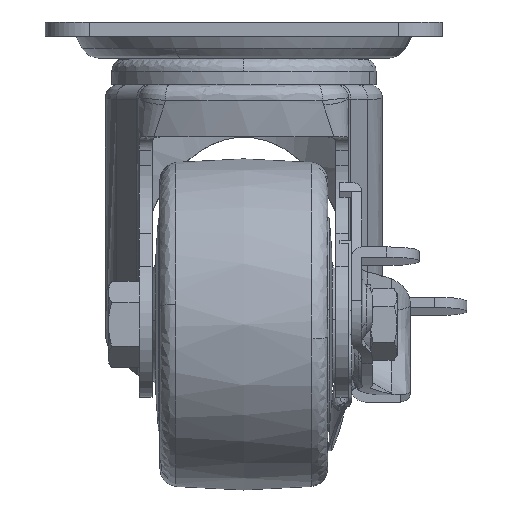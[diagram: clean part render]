
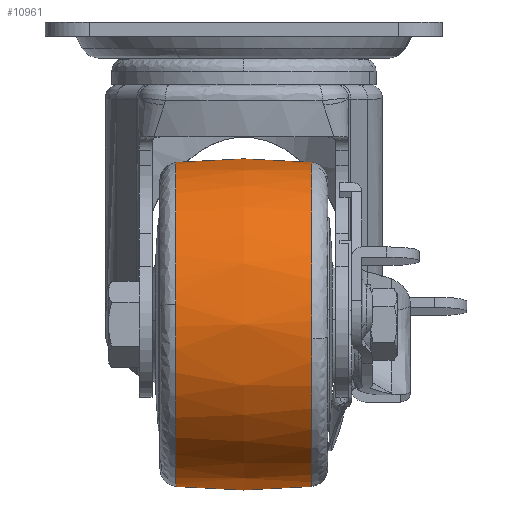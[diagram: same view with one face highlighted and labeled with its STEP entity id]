
A CAD part, left-side view. The second image highlights one B-rep face of the part: STEP entity #10961.
In plain terms, the highlighted free-form (B-spline) face has degree [2, 2] with [3, 5] control points.
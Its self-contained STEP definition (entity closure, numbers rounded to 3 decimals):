
#10691=CARTESIAN_POINT('',(-58.417,15.411,-63.899));
#10692=VERTEX_POINT('',#10691);
#10706=CARTESIAN_POINT('',(-22.0,15.411,-31.794));
#10707=VERTEX_POINT('',#10706);
#10708=CARTESIAN_POINT('',(-22.0,15.411,-31.794));
#10709=CARTESIAN_POINT('',(-54.361,15.411,-31.794));
#10710=CARTESIAN_POINT('',(-58.417,15.411,-63.899));
#10718=(BOUNDED_CURVE()B_SPLINE_CURVE(2,(#10708,#10709,#10710),.UNSPECIFIED.,.F.,.U.)B_SPLINE_CURVE_WITH_KNOTS((3,3),(0.5,0.728),.UNSPECIFIED.)CURVE()GEOMETRIC_REPRESENTATION_ITEM()RATIONAL_B_SPLINE_CURVE((1.0,0.733,0.954))REPRESENTATION_ITEM(''));
#10719=EDGE_CURVE('',#10707,#10692,#10718,.T.);
#10779=CARTESIAN_POINT('',(-22.0,15.411,-105.206));
#10780=VERTEX_POINT('',#10779);
#10794=CARTESIAN_POINT('',(-58.417,15.411,-63.899));
#10795=CARTESIAN_POINT('',(-58.706,15.411,-66.191));
#10796=CARTESIAN_POINT('',(-58.706,15.411,-68.5));
#10797=CARTESIAN_POINT('',(-58.706,15.411,-105.206));
#10798=CARTESIAN_POINT('',(-22.0,15.411,-105.206));
#10806=(BOUNDED_CURVE()B_SPLINE_CURVE(2,(#10794,#10795,#10796,#10797,#10798),.UNSPECIFIED.,.F.,.U.)B_SPLINE_CURVE_WITH_KNOTS((3,2,3),(0.728,0.75,1.0),.UNSPECIFIED.)CURVE()GEOMETRIC_REPRESENTATION_ITEM()RATIONAL_B_SPLINE_CURVE((0.954,0.975,1.0,0.707,1.0))REPRESENTATION_ITEM(''));
#10807=EDGE_CURVE('',#10692,#10780,#10806,.T.);
#10837=CARTESIAN_POINT('',(-22.0,-15.411,-105.206));
#10838=VERTEX_POINT('',#10837);
#10839=CARTESIAN_POINT('',(-22.,-15.411,-105.206));
#10840=CARTESIAN_POINT('',(-22.,0.,-106.798));
#10841=CARTESIAN_POINT('',(-22.0,15.411,-105.206));
#10849=(BOUNDED_CURVE()B_SPLINE_CURVE(2,(#10839,#10840,#10841),.UNSPECIFIED.,.F.,.U.)B_SPLINE_CURVE_WITH_KNOTS((3,3),(0.432,0.568),.UNSPECIFIED.)CURVE()GEOMETRIC_REPRESENTATION_ITEM()RATIONAL_B_SPLINE_CURVE((0.877,0.873,0.877))REPRESENTATION_ITEM(''));
#10850=EDGE_CURVE('',#10838,#10780,#10849,.T.);
#10854=CARTESIAN_POINT('',(-22.0,-15.411,-31.794));
#10855=VERTEX_POINT('',#10854);
#10856=CARTESIAN_POINT('',(-22.,-15.411,-31.794));
#10857=CARTESIAN_POINT('',(-22.0,0.,-30.202));
#10858=CARTESIAN_POINT('',(-22.0,15.411,-31.794));
#10866=(BOUNDED_CURVE()B_SPLINE_CURVE(2,(#10856,#10857,#10858),.UNSPECIFIED.,.F.,.U.)B_SPLINE_CURVE_WITH_KNOTS((3,3),(0.432,0.568),.UNSPECIFIED.)CURVE()GEOMETRIC_REPRESENTATION_ITEM()RATIONAL_B_SPLINE_CURVE((0.877,0.873,0.877))REPRESENTATION_ITEM(''));
#10867=EDGE_CURVE('',#10855,#10707,#10866,.T.);
#10902=CARTESIAN_POINT('',(-22.,-16.941,-31.96));
#10903=CARTESIAN_POINT('',(-22.0,0.,-30.034));
#10904=CARTESIAN_POINT('',(-22.0,16.941,-31.96));
#10905=CARTESIAN_POINT('',(-58.54,-16.941,-31.96));
#10906=CARTESIAN_POINT('',(-60.466,0.,-30.034));
#10907=CARTESIAN_POINT('',(-58.54,16.941,-31.96));
#10908=CARTESIAN_POINT('',(-58.54,-16.941,-68.5));
#10909=CARTESIAN_POINT('',(-60.466,0.,-68.5));
#10910=CARTESIAN_POINT('',(-58.54,16.941,-68.5));
#10911=CARTESIAN_POINT('',(-58.54,-16.941,-105.04));
#10912=CARTESIAN_POINT('',(-60.466,0.,-106.966));
#10913=CARTESIAN_POINT('',(-58.54,16.941,-105.04));
#10914=CARTESIAN_POINT('',(-22.,-16.941,-105.04));
#10915=CARTESIAN_POINT('',(-22.0,0.,-106.966));
#10916=CARTESIAN_POINT('',(-22.0,16.941,-105.04));
#10924=(BOUNDED_SURFACE()B_SPLINE_SURFACE(2,2,((#10902,#10905,#10908,#10911,#10914),(#10903,#10906,#10909,#10912,#10915),(#10904,#10907,#10910,#10913,#10916)),.UNSPECIFIED.,.F.,.F.,.U.)B_SPLINE_SURFACE_WITH_KNOTS((3,3),(3,2,3),(0.0,33.991),(0.0,62.132,124.264),.UNSPECIFIED.)GEOMETRIC_REPRESENTATION_ITEM()RATIONAL_B_SPLINE_SURFACE(((0.878,0.621,0.878,0.621,0.878),(0.872,0.617,0.872,0.617,0.872),(0.878,0.621,0.878,0.621,0.878)))REPRESENTATION_ITEM('')SURFACE());
#10925=ORIENTED_EDGE('',*,*,#10850,.F.);
#10926=CARTESIAN_POINT('',(-58.564,-15.411,-71.725));
#10927=VERTEX_POINT('',#10926);
#10928=CARTESIAN_POINT('',(-58.564,-15.411,-71.725));
#10929=CARTESIAN_POINT('',(-55.612,-15.411,-105.206));
#10930=CARTESIAN_POINT('',(-22.0,-15.411,-105.206));
#10938=(BOUNDED_CURVE()B_SPLINE_CURVE(2,(#10928,#10929,#10930),.UNSPECIFIED.,.F.,.U.)B_SPLINE_CURVE_WITH_KNOTS((3,3),(0.765,1.0),.UNSPECIFIED.)CURVE()GEOMETRIC_REPRESENTATION_ITEM()RATIONAL_B_SPLINE_CURVE((0.966,0.725,1.0))REPRESENTATION_ITEM(''));
#10939=EDGE_CURVE('',#10927,#10838,#10938,.T.);
#10940=ORIENTED_EDGE('',*,*,#10939,.F.);
#10941=CARTESIAN_POINT('',(-22.0,-15.411,-31.794));
#10942=CARTESIAN_POINT('',(-58.706,-15.411,-31.794));
#10943=CARTESIAN_POINT('',(-58.706,-15.411,-68.5));
#10944=CARTESIAN_POINT('',(-58.706,-15.411,-70.115));
#10945=CARTESIAN_POINT('',(-58.564,-15.411,-71.725));
#10953=(BOUNDED_CURVE()B_SPLINE_CURVE(2,(#10941,#10942,#10943,#10944,#10945),.UNSPECIFIED.,.F.,.U.)B_SPLINE_CURVE_WITH_KNOTS((3,2,3),(0.5,0.75,0.765),.UNSPECIFIED.)CURVE()GEOMETRIC_REPRESENTATION_ITEM()RATIONAL_B_SPLINE_CURVE((1.0,0.707,1.0,0.982,0.966))REPRESENTATION_ITEM(''));
#10954=EDGE_CURVE('',#10855,#10927,#10953,.T.);
#10955=ORIENTED_EDGE('',*,*,#10954,.F.);
#10956=ORIENTED_EDGE('',*,*,#10867,.T.);
#10957=ORIENTED_EDGE('',*,*,#10719,.T.);
#10958=ORIENTED_EDGE('',*,*,#10807,.T.);
#10959=EDGE_LOOP('',(#10925,#10940,#10955,#10956,#10957,#10958));
#10960=FACE_OUTER_BOUND('',#10959,.T.);
#10961=ADVANCED_FACE('',(#10960),#10924,.T.);
